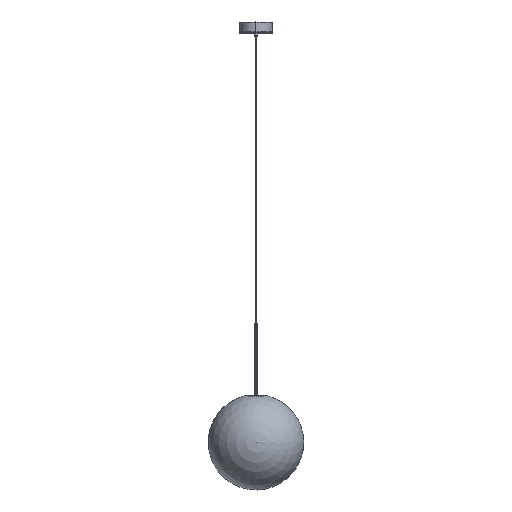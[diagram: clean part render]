
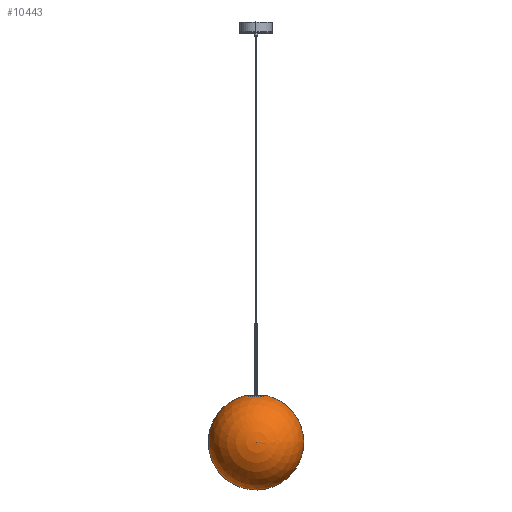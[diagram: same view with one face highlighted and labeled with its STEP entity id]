
A CAD part, top view. The second image highlights one B-rep face of the part: STEP entity #10443.
In plain terms, the highlighted spherical face has radius 200 mm.
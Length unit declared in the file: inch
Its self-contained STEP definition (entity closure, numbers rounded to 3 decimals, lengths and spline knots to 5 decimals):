
#51 = EDGE_LOOP ( 'NONE', ( #4041, #26557 ) ) ;
#1737 = CARTESIAN_POINT ( 'NONE',  ( 0., 0., 7.62904 ) ) ;
#4041 = ORIENTED_EDGE ( 'NONE', *, *, #4876, .T. ) ;
#4876 = EDGE_CURVE ( 'NONE', #26898, #40560, #9211, .T. ) ;
#9211 = CIRCLE ( 'NONE', #10579, 7.87402 ) ;
#10443 = ADVANCED_FACE ( 'NONE', ( #35463 ), #22325, .T. ) ;
#10579 = AXIS2_PLACEMENT_3D ( 'NONE', #42610, #20417, #40017 ) ;
#12338 = DIRECTION ( 'NONE',  ( 0., 0., -1. ) ) ;
#14506 = CARTESIAN_POINT ( 'NONE',  ( -1.94883, 0., 7.62904 ) ) ;
#17731 = DIRECTION ( 'NONE',  ( 1., 0., 0. ) ) ;
#20417 = DIRECTION ( 'NONE',  ( 0., -1., 0. ) ) ;
#22325 = SPHERICAL_SURFACE ( 'NONE', #35307, 7.87402 ) ;
#24797 = CIRCLE ( 'NONE', #30970, 1.94883 ) ;
#25395 = DIRECTION ( 'NONE',  ( 1., 0., 0. ) ) ;
#26557 = ORIENTED_EDGE ( 'NONE', *, *, #41516, .T. ) ;
#26898 = VERTEX_POINT ( 'NONE', #14506 ) ;
#30970 = AXIS2_PLACEMENT_3D ( 'NONE', #1737, #12338, #25395 ) ;
#32225 = CARTESIAN_POINT ( 'NONE',  ( 0., 0., 0. ) ) ;
#35307 = AXIS2_PLACEMENT_3D ( 'NONE', #32225, #37549, #17731 ) ;
#35463 = FACE_OUTER_BOUND ( 'NONE', #51, .T. ) ;
#37549 = DIRECTION ( 'NONE',  ( 0., -1., 0. ) ) ;
#39887 = CARTESIAN_POINT ( 'NONE',  ( 1.94883, 0., 7.62904 ) ) ;
#40017 = DIRECTION ( 'NONE',  ( -0.248, 0., 0.969 ) ) ;
#40560 = VERTEX_POINT ( 'NONE', #39887 ) ;
#41516 = EDGE_CURVE ( 'NONE', #40560, #26898, #24797, .T. ) ;
#42610 = CARTESIAN_POINT ( 'NONE',  ( 0., 0., 0. ) ) ;
